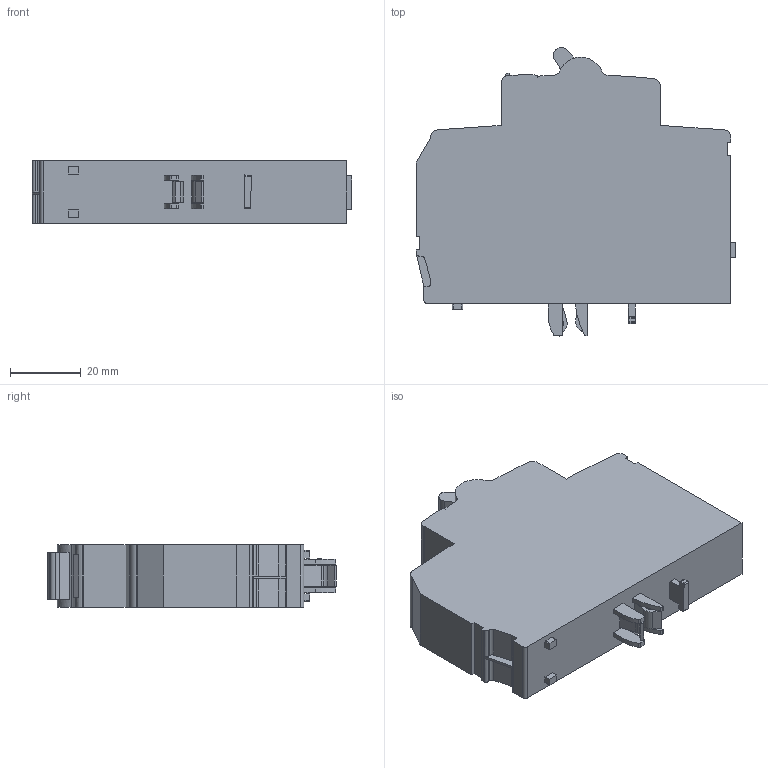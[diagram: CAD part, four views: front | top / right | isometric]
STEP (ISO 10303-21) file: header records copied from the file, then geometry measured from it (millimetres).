
FILE_DESCRIPTION (( 'STEP AP214' ), '1' );
FILE_NAME ('S400.STEP', '2017-09-26T06:35:21', ( '' ), ( 'ABB' ), 'SwSTEP 2.0', 'SolidWorks 2017', '' );
FILE_SCHEMA (( 'AUTOMOTIVE_DESIGN' ));
Length unit declared in the file: millimetre
Products named in the file (1): S400
Bounding box: 90.7 x 81.93 x 17.8 mm (x, y, z)
Volume: 91180.7 mm3; surface area: 16627.5 mm2
Topology: 1 solids, 1 shells, 164 faces, 454 edges, 302 vertices
Faces by surface type: plane 116, cylinder 43, bspline 5
Entity records: 5261 total; most frequent: CARTESIAN_POINT 1016, ORIENTED_EDGE 908, DIRECTION 838, EDGE_CURVE 454, LINE 350, VECTOR 350, VERTEX_POINT 302, AXIS2_PLACEMENT_3D 244
